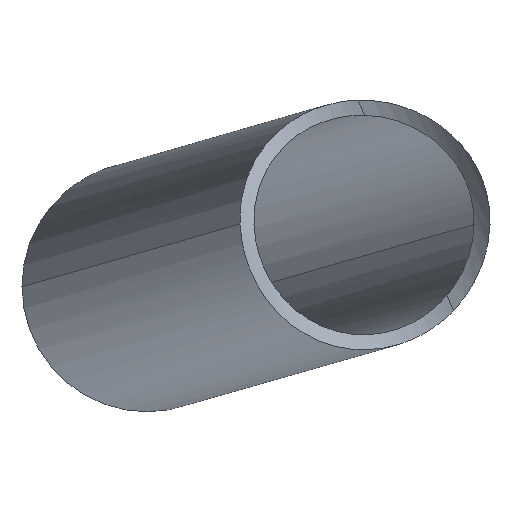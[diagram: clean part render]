
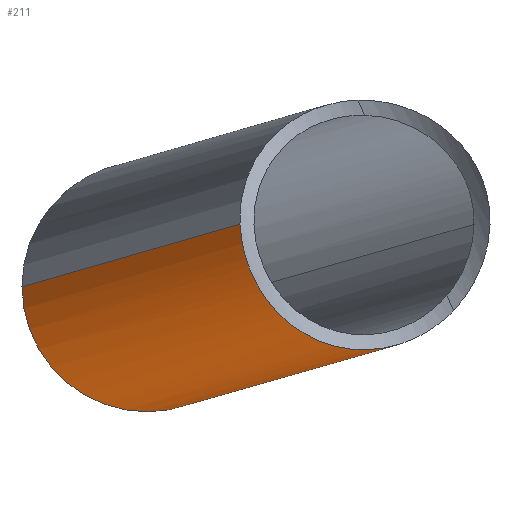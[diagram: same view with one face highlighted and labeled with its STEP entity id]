
A CAD part, left-side view. The second image highlights one B-rep face of the part: STEP entity #211.
In plain terms, the highlighted cylindrical face has radius 12.5 mm (diameter 25 mm), a partial arc.
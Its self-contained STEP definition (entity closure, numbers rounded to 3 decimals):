
#57=CARTESIAN_POINT('Axis2P3D Location',(-327.501,172.723,-63.441)) ;
#61=CARTESIAN_POINT('Vertex',(-328.354,185.194,-63.441)) ;
#63=CARTESIAN_POINT('Vertex',(-326.648,160.252,-63.441)) ;
#99=CARTESIAN_POINT('Line Origine',(-490.906,149.017,-60.221)) ;
#103=CARTESIAN_POINT('Vertex',(-645.736,138.427,-57.185)) ;
#106=CARTESIAN_POINT('Line Origine',(-492.612,173.959,-60.221)) ;
#110=CARTESIAN_POINT('Vertex',(-646.755,163.415,-57.198)) ;
#160=CARTESIAN_POINT('Axis2P3D Location',(-491.759,161.488,-60.221)) ;
#166=CARTESIAN_POINT('Control Point',(-645.736,138.427,-57.185)) ;
#167=CARTESIAN_POINT('Control Point',(-645.113,138.469,-59.11)) ;
#168=CARTESIAN_POINT('Control Point',(-644.316,138.892,-60.967)) ;
#169=CARTESIAN_POINT('Control Point',(-643.585,139.615,-62.74)) ;
#170=CARTESIAN_POINT('Control Point',(-642.978,140.691,-64.408)) ;
#171=CARTESIAN_POINT('Control Point',(-642.605,142.069,-65.843)) ;
#172=CARTESIAN_POINT('Vertex',(-642.605,142.069,-65.843)) ;
#176=CARTESIAN_POINT('Control Point',(-646.755,163.415,-57.198)) ;
#177=CARTESIAN_POINT('Control Point',(-647.021,163.397,-57.613)) ;
#178=CARTESIAN_POINT('Control Point',(-647.28,163.362,-58.032)) ;
#179=CARTESIAN_POINT('Control Point',(-647.527,163.309,-58.456)) ;
#180=CARTESIAN_POINT('Control Point',(-648.024,163.156,-59.371)) ;
#181=CARTESIAN_POINT('Control Point',(-648.433,162.914,-60.309)) ;
#182=CARTESIAN_POINT('Control Point',(-648.618,162.759,-60.815)) ;
#183=CARTESIAN_POINT('Control Point',(-648.894,162.401,-61.805)) ;
#184=CARTESIAN_POINT('Control Point',(-648.985,161.938,-62.785)) ;
#185=CARTESIAN_POINT('Control Point',(-648.981,161.69,-63.252)) ;
#186=CARTESIAN_POINT('Control Point',(-648.885,161.175,-64.119)) ;
#187=CARTESIAN_POINT('Control Point',(-648.65,160.598,-64.917)) ;
#188=CARTESIAN_POINT('Control Point',(-648.51,160.309,-65.281)) ;
#189=CARTESIAN_POINT('Control Point',(-648.145,159.628,-66.068)) ;
#190=CARTESIAN_POINT('Control Point',(-647.698,158.895,-66.76)) ;
#191=CARTESIAN_POINT('Control Point',(-647.431,158.468,-67.12)) ;
#192=CARTESIAN_POINT('Control Point',(-646.853,157.552,-67.81)) ;
#193=CARTESIAN_POINT('Control Point',(-646.25,156.573,-68.381)) ;
#194=CARTESIAN_POINT('Control Point',(-645.936,156.048,-68.646)) ;
#195=CARTESIAN_POINT('Control Point',(-644.802,154.075,-69.49)) ;
#196=CARTESIAN_POINT('Control Point',(-643.756,151.894,-69.882)) ;
#197=CARTESIAN_POINT('Control Point',(-643.11,150.212,-69.904)) ;
#198=CARTESIAN_POINT('Control Point',(-642.356,147.365,-69.398)) ;
#199=CARTESIAN_POINT('Control Point',(-642.209,144.734,-68.069)) ;
#200=CARTESIAN_POINT('Control Point',(-642.254,143.752,-67.417)) ;
#201=CARTESIAN_POINT('Control Point',(-642.391,142.861,-66.668)) ;
#202=CARTESIAN_POINT('Control Point',(-642.605,142.069,-65.843)) ;
#58=DIRECTION('Axis2P3D Direction',(-0.997,-0.068,0.02)) ;
#100=DIRECTION('Vector Direction',(-0.997,-0.068,0.02)) ;
#107=DIRECTION('Vector Direction',(-0.997,-0.068,0.02)) ;
#161=DIRECTION('Axis2P3D Direction',(-0.997,-0.068,0.02)) ;
#162=DIRECTION('Axis2P3D XDirection',(-0.068,0.998,0.)) ;
#59=AXIS2_PLACEMENT_3D('Circle Axis2P3D',#57,#58,$) ;
#163=AXIS2_PLACEMENT_3D('Cylinder Axis2P3D',#160,#161,#162) ;
#205=ORIENTED_EDGE('',*,*,#112,.F.) ;
#206=ORIENTED_EDGE('',*,*,#65,.T.) ;
#207=ORIENTED_EDGE('',*,*,#105,.T.) ;
#208=ORIENTED_EDGE('',*,*,#174,.T.) ;
#209=ORIENTED_EDGE('',*,*,#203,.F.) ;
#101=VECTOR('Line Direction',#100,1.) ;
#108=VECTOR('Line Direction',#107,1.) ;
#211=ADVANCED_FACE('PartBody',(#210),#164,.T.) ;
#165=B_SPLINE_CURVE_WITH_KNOTS('',5,(#166,#167,#168,#169,#170,#171),.UNSPECIFIED.,.F.,.U.,(6,6),(0.,14.312),.UNSPECIFIED.) ;
#175=B_SPLINE_CURVE_WITH_KNOTS('',5,(#176,#177,#178,#179,#180,#181,#182,#183,#184,#185,#186,#187,#188,#189,#190,#191,#192,#193,#194,#195,#196,#197,#198,#199,#200,#201,#202),.UNSPECIFIED.,.F.,.U.,(6,3,3,3,3,3,3,3,6),(0.,3.488,7.423,11.145,14.561,18.928,23.629,36.061,44.288),.UNSPECIFIED.) ;
#60=CIRCLE('generated circle',#59,12.5) ;
#164=CYLINDRICAL_SURFACE('generated cylinder',#163,12.5) ;
#65=EDGE_CURVE('',#62,#64,#60,.T.) ;
#105=EDGE_CURVE('',#64,#104,#102,.T.) ;
#112=EDGE_CURVE('',#62,#111,#109,.T.) ;
#174=EDGE_CURVE('',#104,#173,#165,.T.) ;
#203=EDGE_CURVE('',#111,#173,#175,.T.) ;
#204=EDGE_LOOP('',(#205,#206,#207,#208,#209)) ;
#210=FACE_OUTER_BOUND('',#204,.T.) ;
#102=LINE('Line',#99,#101) ;
#109=LINE('Line',#106,#108) ;
#62=VERTEX_POINT('',#61) ;
#64=VERTEX_POINT('',#63) ;
#104=VERTEX_POINT('',#103) ;
#111=VERTEX_POINT('',#110) ;
#173=VERTEX_POINT('',#172) ;
